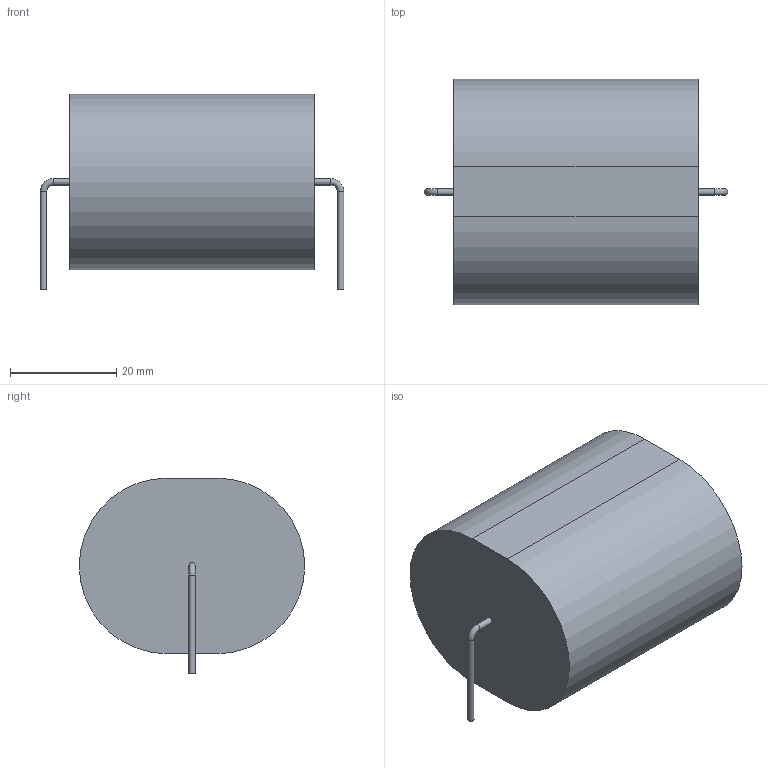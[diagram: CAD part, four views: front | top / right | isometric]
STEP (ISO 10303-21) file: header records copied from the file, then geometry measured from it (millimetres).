
FILE_DESCRIPTION(/* description */ (''),/* implementation_level */ '2;1');
FILE_NAME(/* name */ 'CAPA_CDE_941C16W1K-F.stp',/* time_stamp */ '2015-06-09T14:46:14+02:00',/* author */ ('admchouv'),/* organization */ (''),/* preprocessor_version */ 'ST-DEVELOPER v15.5',/* originating_system */ 'AutoCAD Mechanical',/* authorisation */ '');
FILE_SCHEMA (('AUTOMOTIVE_DESIGN { 1 0 10303 214 3 1 1 }'));
Length unit declared in the file: millimetre
Products named in the file (1): Product
Bounding box: 57.2 x 42.5 x 36.9 mm (x, y, z)
Volume: 53950.6 mm3; surface area: 8181.3 mm2
Topology: 3 solids, 3 shells, 16 faces, 26 edges, 16 vertices
Faces by surface type: plane 8, cylinder 6, torus 2
Full cylindrical faces by diameter (mm): 1.2 x4
Entity records: 370 total; most frequent: DIRECTION 66, CARTESIAN_POINT 53, ORIENTED_EDGE 40, AXIS2_PLACEMENT_3D 29, EDGE_LOOP 22, EDGE_CURVE 20, FACE_OUTER_BOUND 16, VERTEX_POINT 16
